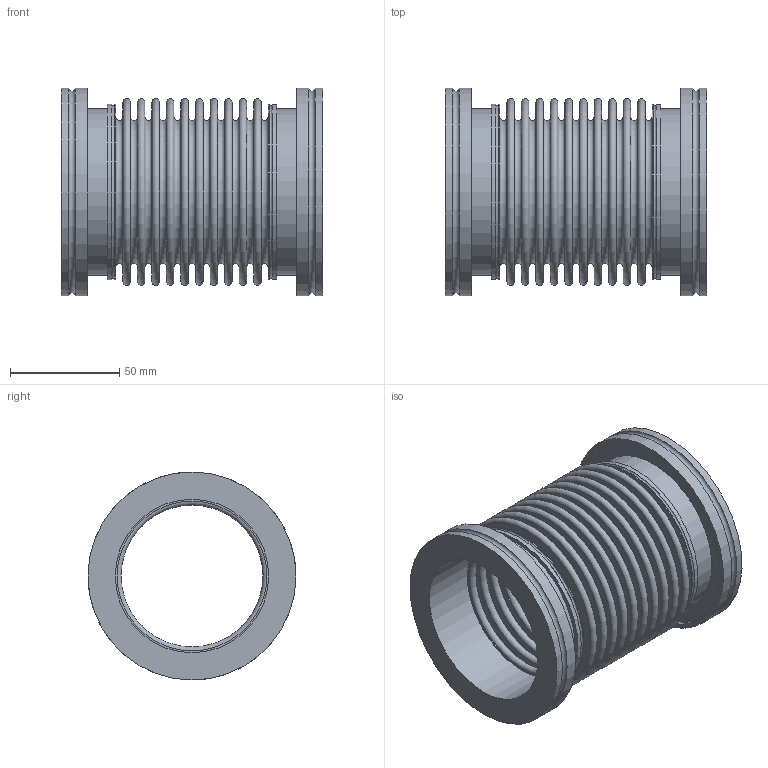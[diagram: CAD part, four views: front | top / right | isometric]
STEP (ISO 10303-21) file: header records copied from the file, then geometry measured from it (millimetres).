
FILE_DESCRIPTION (( 'STEP AP214' ), '1' );
FILE_NAME ('S1ISOK63120FULLVAC.STEP', '2026-01-28T11:07:23', ( '' ), ( '' ), 'SwSTEP 2.0', 'SolidWorks 2017', '' );
FILE_SCHEMA (( 'AUTOMOTIVE_DESIGN' ));
Length unit declared in the file: millimetre
Products named in the file (3): BRIDE SOUFFLET 63; SOUFFLET 63_10 ONDES; S1ISOK63120FULLVAC
Assembly tree (3 placements, depth 2):
  S1ISOK63120FULLVAC
    BRIDE SOUFFLET 63  x2
    SOUFFLET 63_10 ONDES
Bounding box: 119.5 x 95 x 95 mm (x, y, z)
Volume: 100842.2 mm3; surface area: 158020.5 mm2
Topology: 3 solids, 3 shells, 136 faces, 240 edges, 136 vertices
Faces by surface type: torus 46, cylinder 38, plane 32, cone 20
Full cylindrical faces by diameter (mm): 68.4 x24, 70 x2, 76 x2, 80 x4, 91 x2, 95 x4
Entity records: 2530 total; most frequent: DIRECTION 492, CARTESIAN_POINT 366, AXIS2_PLACEMENT_3D 246, EDGE_LOOP 240, ORIENTED_EDGE 240, FACE_OUTER_BOUND 194, VERTEX_POINT 120, CIRCLE 120
